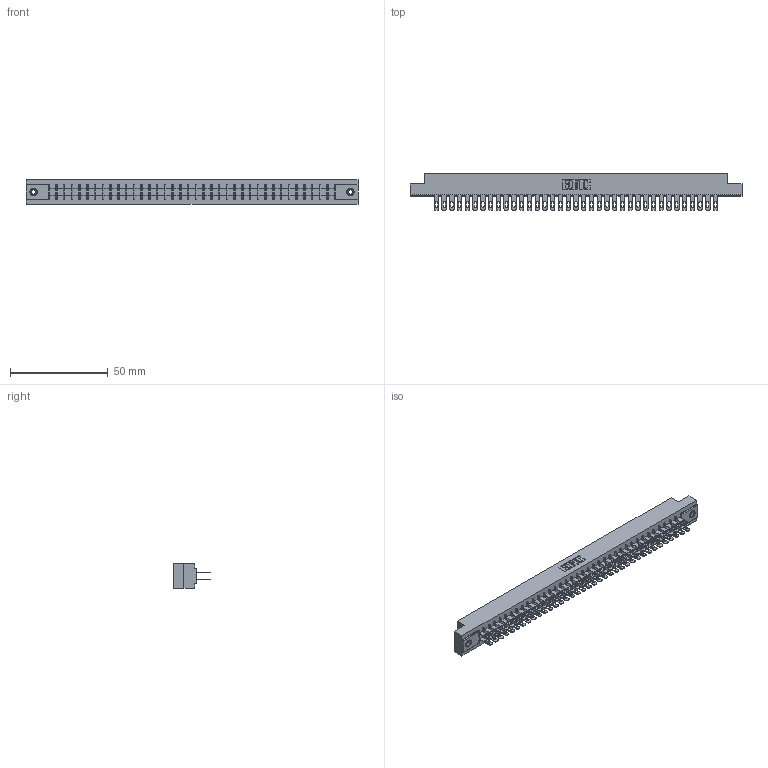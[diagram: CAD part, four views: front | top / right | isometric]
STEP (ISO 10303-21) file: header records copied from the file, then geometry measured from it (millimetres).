
FILE_DESCRIPTION (( 'STEP AP203' ), '1' );
FILE_NAME ('355-074-500-208.STEP', '2019-09-13T12:28:13', ( '' ), ( '' ), 'SwSTEP 2.0', 'SolidWorks 2016', '' );
FILE_SCHEMA (( 'CONFIG_CONTROL_DESIGN' ));
Length unit declared in the file: inch
Products named in the file (4): 305 Part_.156 Dia; 355-074-500-208; 345-250-001_345-250-003-102; 305-290-001_500
Assembly tree (77 placements, depth 2):
  355-074-500-208
    305 Part_.156 Dia
    305-290-001_500  x74
    345-250-001_345-250-003-102  x2
Bounding box: 169.62 x 18.85 x 12.7 mm (x, y, z)
Volume: 17881.8 mm3; surface area: 24116.7 mm2
Topology: 77 solids, 77 shells, 3876 faces, 11071 edges, 7174 vertices
Faces by surface type: plane 2172, cylinder 1540, sphere 148, cone 12, torus 4
Entity records: 41877 total; most frequent: CARTESIAN_POINT 6912, ORIENTED_EDGE 6854, DIRECTION 6703, EDGE_CURVE 3427, LINE 2761, VECTOR 2761, VERTEX_POINT 2180, AXIS2_PLACEMENT_3D 1971
